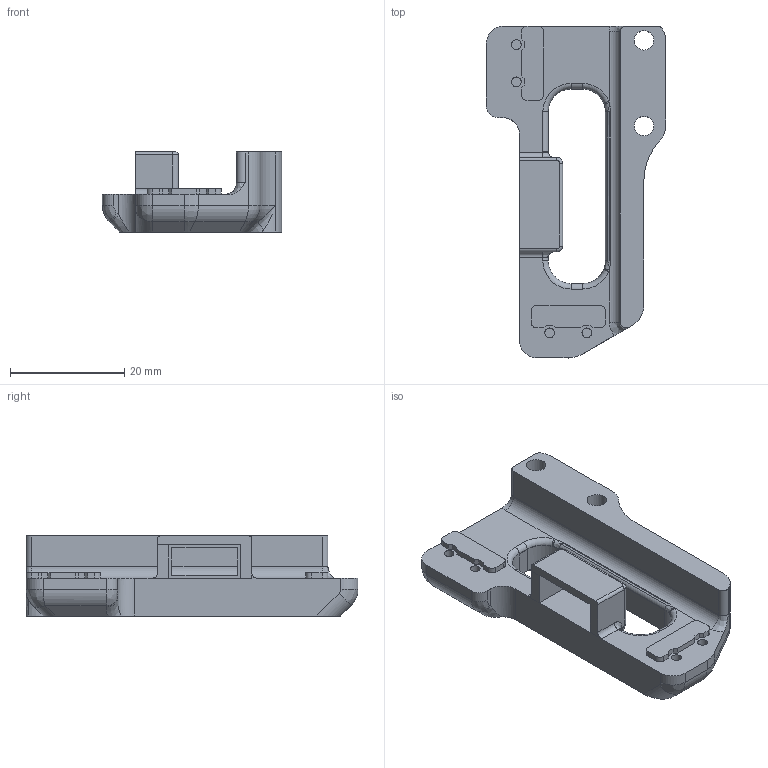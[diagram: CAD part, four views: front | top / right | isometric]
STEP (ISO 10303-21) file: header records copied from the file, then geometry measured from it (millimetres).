
FILE_DESCRIPTION(/* description */ (''),/* implementation_level */ '2;1');
FILE_NAME(/* name */ 'Microswitch Endstop Pod JST-XH 4pin.stp',/* time_stamp */ '2020-12-06T00:27:16-06:00',/* author */ ('Keith'),/* organization */ (''),/* preprocessor_version */ 'ST-DEVELOPER v17',/* originating_system */ 'Autodesk Inventor 2019',/* authorisation */ '');
FILE_SCHEMA (('AUTOMOTIVE_DESIGN { 1 0 10303 214 3 1 1 }'));
Length unit declared in the file: millimetre
Products named in the file (1): Microswitch Endstop Pod JST-XH 4pin
Bounding box: 31.35 x 58.05 x 14 mm (x, y, z)
Volume: 8992.5 mm3; surface area: 5281.9 mm2
Topology: 1 solids, 1 shells, 185 faces, 476 edges, 291 vertices
Faces by surface type: plane 78, cylinder 65, bspline 27, torus 7, cone 7, sphere 1
Full cylindrical faces by diameter (mm): 1.7 x4, 3.4 x2
Entity records: 6644 total; most frequent: CARTESIAN_POINT 2182, ORIENTED_EDGE 940, DIRECTION 894, EDGE_CURVE 470, AXIS2_PLACEMENT_3D 311, VERTEX_POINT 291, LINE 272, VECTOR 272
